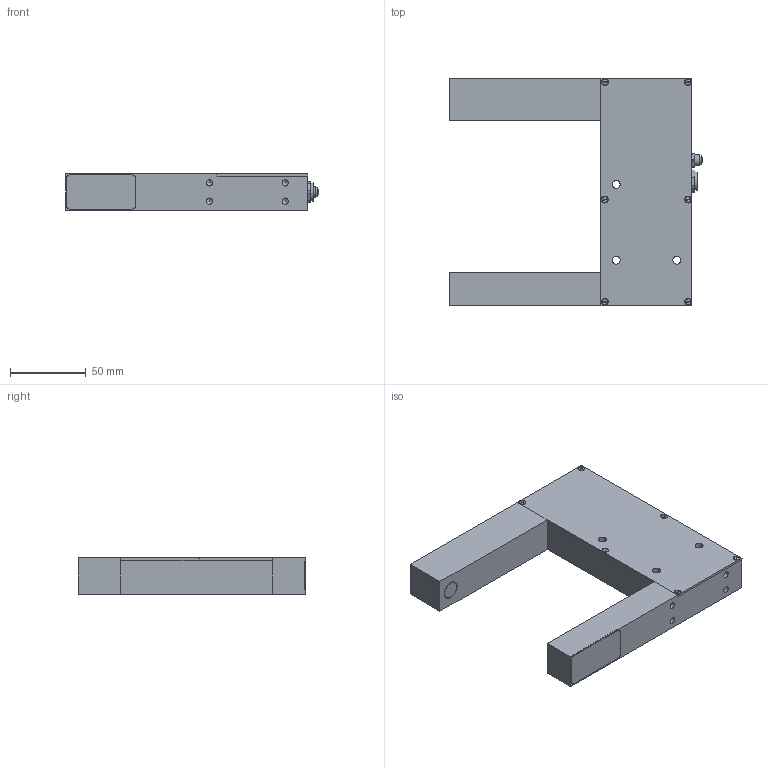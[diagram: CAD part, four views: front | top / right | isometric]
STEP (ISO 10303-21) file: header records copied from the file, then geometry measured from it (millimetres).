
FILE_DESCRIPTION((''),'2;1');
FILE_NAME('PGK00140.stp','2012-05-01T21:56:59',('Administrator'),(''),'Autodesk Inventor 11','Autodesk Inventor 11','');
FILE_SCHEMA(('AUTOMOTIVE_DESIGN { 1 0 10303 214 1 1 1 1 }'));
Length unit declared in the file: millimetre
Products named in the file (1): PGK00140
Bounding box: 167 x 150 x 24 mm (x, y, z)
Volume: 333697.1 mm3; surface area: 51437.6 mm2
Topology: 1 solids, 3 shells, 281 faces, 666 edges, 436 vertices
Faces by surface type: plane 133, cylinder 98, cone 45, sphere 4, torus 1
Full cylindrical faces by diameter (mm): 0.5 x4, 1 x8, 2.8 x4, 3.2 x4, 4.134 x8, 5 x1, 5.2 x3, 6 x2, 7 x1, 7.05 x1, 7.5 x1, 8.5 x1, 11 x4, 11.1 x2, 12 x2, 12.1 x2
Entity records: 7373 total; most frequent: CARTESIAN_POINT 1417, DIRECTION 1292, ORIENTED_EDGE 1060, AXIS2_PLACEMENT_3D 536, EDGE_CURVE 530, EDGE_LOOP 409, VERTEX_POINT 389, FACE_OUTER_BOUND 275
